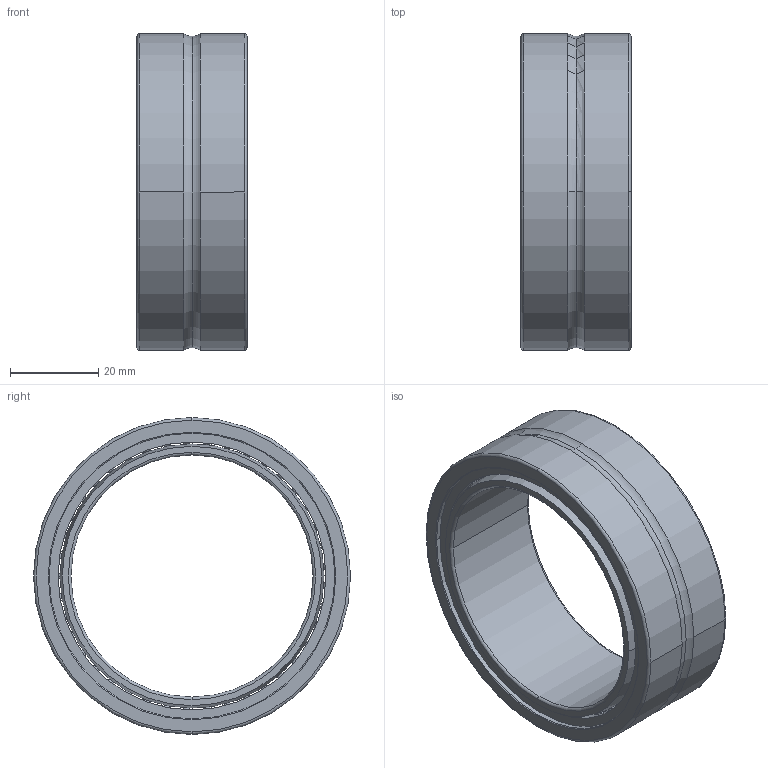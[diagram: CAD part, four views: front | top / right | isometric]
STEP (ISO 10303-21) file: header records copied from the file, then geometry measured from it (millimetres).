
FILE_DESCRIPTION(('STEP AP214'),'1');
FILE_NAME('skf_bearing_nki_55_25_2.stp','2024-09-06T06:20:53',('TraceParts'),('TraceParts S.A.'),'Spatial InterOp 3D',' ',' ');
FILE_SCHEMA(('AUTOMOTIVE_DESIGN { 1 0 10303 214 1 1 1 1 }'));
Length unit declared in the file: millimetre
Products named in the file (1): skf_bearing_nki_55_25_2_1
Bounding box: 25 x 72 x 72 mm (x, y, z)
Volume: 36663.9 mm3; surface area: 40567.1 mm2
Topology: 4 solids, 4 shells, 708 faces, 2037 edges, 1413 vertices
Faces by surface type: torus 266, cylinder 266, plane 172, cone 4
Entity records: 27494 total; most frequent: CARTESIAN_POINT 7603, DIRECTION 4635, ORIENTED_EDGE 4074, AXIS2_PLACEMENT_3D 2139, EDGE_CURVE 2037, CIRCLE 1427, VERTEX_POINT 1413, EDGE_LOOP 876
